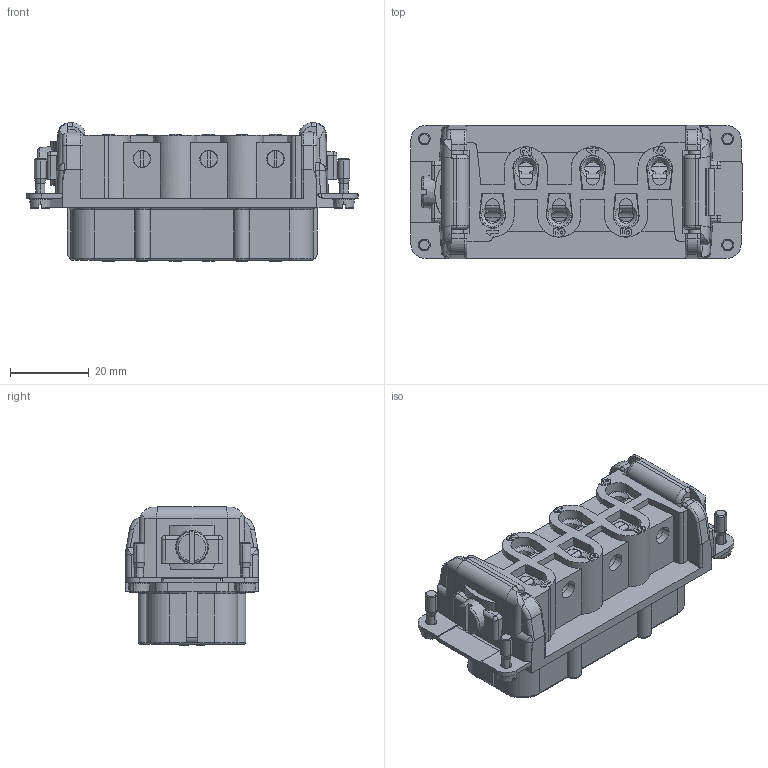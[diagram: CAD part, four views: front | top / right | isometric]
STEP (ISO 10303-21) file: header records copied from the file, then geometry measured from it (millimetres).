
FILE_DESCRIPTION(/* description */ (''),/* implementation_level */ '2;1');
FILE_NAME(/* name */ 'c146 10b006 102 5nxm001-03.stp',/* time_stamp */ '2018-03-07T13:15:44+01:00',/* author */ (''),/* organization */ (''),/* preprocessor_version */ 'ST-DEVELOPER v16',/* originating_system */ 'SIEMENS PLM Software NX 11.0',/* authorisation */ '');
FILE_SCHEMA (('AP203_CONFIGURATION_CONTROLLED_3D_DESIGN_OF_MECHANICAL_PARTS_AND_ASSEMBLIES_MIM_LF { 1 0 10303 403 2 1 2}'));
Length unit declared in the file: millimetre
Products named in the file (1): c146 10b006 102 5nxm001-03
Bounding box: 84.5 x 34 x 35.2 mm (x, y, z)
Volume: 47421.9 mm3; surface area: 25883.1 mm2
Topology: 1 solids, 7 shells, 1462 faces, 4078 edges, 2624 vertices
Faces by surface type: plane 808, cylinder 442, cone 108, bspline 76, torus 24, sphere 4
Full cylindrical faces by diameter (mm): 0.72 x2, 2 x1, 2.6 x1, 2.8 x1, 2.85 x4, 3 x7, 3.6 x1, 4 x12, 4.1 x6, 4.37 x12, 5.5 x6, 6.6 x6
Entity records: 58882 total; most frequent: CARTESIAN_POINT 12505, ORIENTED_EDGE 7744, DIRECTION 7158, EDGE_CURVE 3872, VERTEX_POINT 2561, AXIS2_PLACEMENT_3D 2502, LINE 2154, VECTOR 2154
